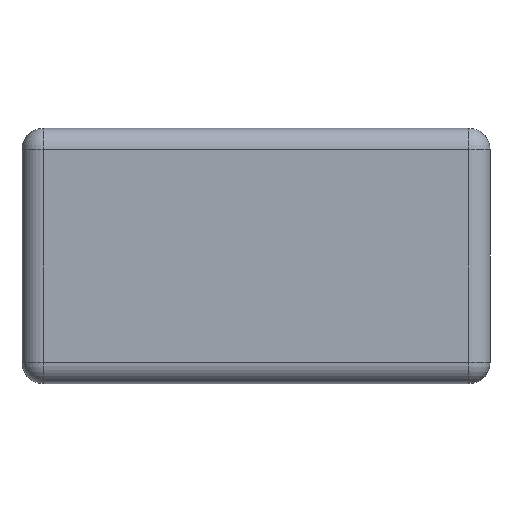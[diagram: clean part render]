
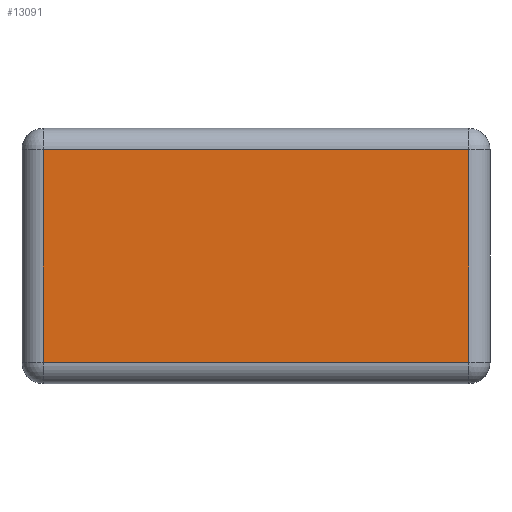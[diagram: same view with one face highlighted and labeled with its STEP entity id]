
A CAD part, top view. The second image highlights one B-rep face of the part: STEP entity #13091.
In plain terms, the highlighted planar face has unit normal (0, 0, 1).
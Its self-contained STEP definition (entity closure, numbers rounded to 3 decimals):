
#70 = ORIENTED_EDGE ( 'NONE', *, *, #4460, .T. ) ;
#479 = VERTEX_POINT ( 'NONE', #11046 ) ;
#717 = VERTEX_POINT ( 'NONE', #3844 ) ;
#1267 = CARTESIAN_POINT ( 'NONE',  ( 0.5, 0.3, 0.6 ) ) ;
#1484 = PLANE ( 'NONE',  #11837 ) ;
#2463 = EDGE_CURVE ( 'NONE', #13245, #479, #5811, .T. ) ;
#2629 = CARTESIAN_POINT ( 'NONE',  ( -0.5, 0.25, 0.6 ) ) ;
#2651 = LINE ( 'NONE', #1267, #5556 ) ;
#2699 = VECTOR ( 'NONE', #9638, 1000. ) ;
#3568 = ORIENTED_EDGE ( 'NONE', *, *, #13173, .T. ) ;
#3622 = DIRECTION ( 'NONE',  ( 1., 0., 0. ) ) ;
#3844 = CARTESIAN_POINT ( 'NONE',  ( 0.5, -0.25, 0.6 ) ) ;
#4460 = EDGE_CURVE ( 'NONE', #717, #10400, #2651, .T. ) ;
#4847 = VECTOR ( 'NONE', #3622, 1000. ) ;
#4997 = LINE ( 'NONE', #11249, #4847 ) ;
#5556 = VECTOR ( 'NONE', #13971, 1000. ) ;
#5811 = LINE ( 'NONE', #10591, #6258 ) ;
#6184 = CARTESIAN_POINT ( 'NONE',  ( 0.5, 0.25, 0.6 ) ) ;
#6258 = VECTOR ( 'NONE', #12051, 1000. ) ;
#6298 = ORIENTED_EDGE ( 'NONE', *, *, #11538, .T. ) ;
#7303 = LINE ( 'NONE', #8191, #2699 ) ;
#7682 = DIRECTION ( 'NONE',  ( 1., 0., 0. ) ) ;
#8191 = CARTESIAN_POINT ( 'NONE',  ( -0.55, 0.25, 0.6 ) ) ;
#8686 = ORIENTED_EDGE ( 'NONE', *, *, #2463, .T. ) ;
#9638 = DIRECTION ( 'NONE',  ( -1., 0., 0. ) ) ;
#10400 = VERTEX_POINT ( 'NONE', #6184 ) ;
#10591 = CARTESIAN_POINT ( 'NONE',  ( -0.5, -0.3, 0.6 ) ) ;
#11046 = CARTESIAN_POINT ( 'NONE',  ( -0.5, -0.25, 0.6 ) ) ;
#11167 = FACE_OUTER_BOUND ( 'NONE', #12066, .T. ) ;
#11249 = CARTESIAN_POINT ( 'NONE',  ( 0.55, -0.25, 0.6 ) ) ;
#11538 = EDGE_CURVE ( 'NONE', #10400, #13245, #7303, .T. ) ;
#11837 = AXIS2_PLACEMENT_3D ( 'NONE', #12468, #12633, #7682 ) ;
#12051 = DIRECTION ( 'NONE',  ( 0., -1., 0. ) ) ;
#12066 = EDGE_LOOP ( 'NONE', ( #8686, #3568, #70, #6298 ) ) ;
#12468 = CARTESIAN_POINT ( 'NONE',  ( 0., 0., 0.6 ) ) ;
#12633 = DIRECTION ( 'NONE',  ( 0., 0., 1. ) ) ;
#13091 = ADVANCED_FACE ( 'NONE', ( #11167 ), #1484, .T. ) ;
#13173 = EDGE_CURVE ( 'NONE', #479, #717, #4997, .T. ) ;
#13245 = VERTEX_POINT ( 'NONE', #2629 ) ;
#13971 = DIRECTION ( 'NONE',  ( 0., 1., 0. ) ) ;
